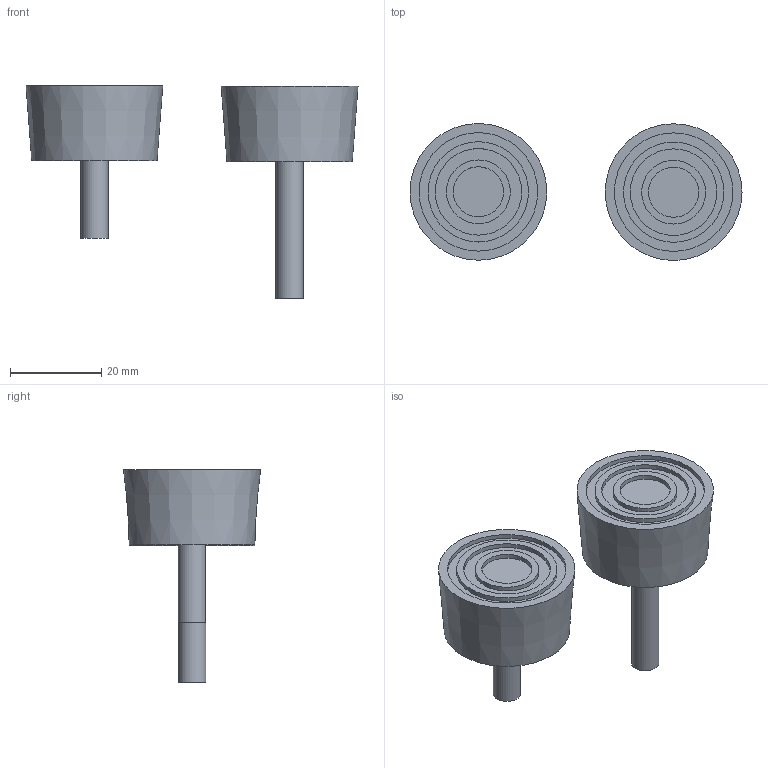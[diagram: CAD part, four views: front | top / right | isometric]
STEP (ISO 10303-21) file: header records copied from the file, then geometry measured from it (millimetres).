
FILE_DESCRIPTION(/* description */ (''),/* implementation_level */ '2;1');
FILE_NAME(/* name */ 'PRM6-2_M.stp',/* time_stamp */ '2023-04-18T15:56:30+09:00',/* author */ ('user'),/* organization */ (''),/* preprocessor_version */ 'ST-DEVELOPER v15.6',/* originating_system */ 'Autodesk Inventor 2015',/* authorisation */ '');
FILE_SCHEMA (('AUTOMOTIVE_DESIGN { 1 0 10303 214 3 1 1 }'));
Length unit declared in the file: millimetre
Products named in the file (3): DR_PRM6-2(17); DR_PRM6-2(30); PRM6-2_M
Bounding box: 72.82 x 30.07 x 46.67 mm (x, y, z)
Volume: 21528 mm3; surface area: 7610.8 mm2
Topology: 2 solids, 2 shells, 50 faces, 72 edges, 48 vertices
Faces by surface type: plane 26, cylinder 22, cone 2
Full cylindrical faces by diameter (mm): 6 x2, 9.5 x2, 11 x2, 13 x2, 14 x2, 16.5 x2, 19 x2, 20 x2, 22 x2, 23.5 x2, 26 x2
Entity records: 1049 total; most frequent: DIRECTION 206, CARTESIAN_POINT 151, AXIS2_PLACEMENT_3D 103, EDGE_LOOP 96, ORIENTED_EDGE 96, FACE_OUTER_BOUND 50, ADVANCED_FACE 50, CIRCLE 48
